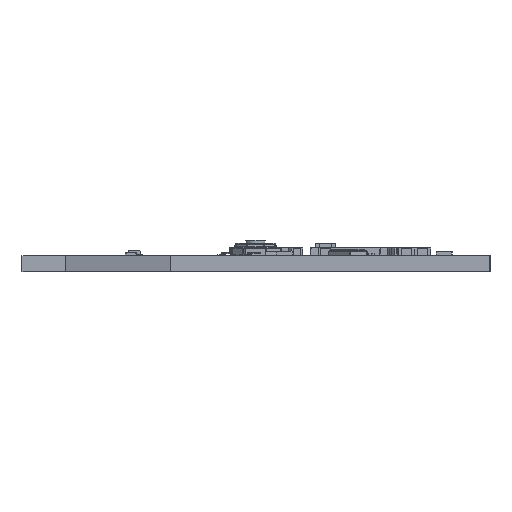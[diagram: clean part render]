
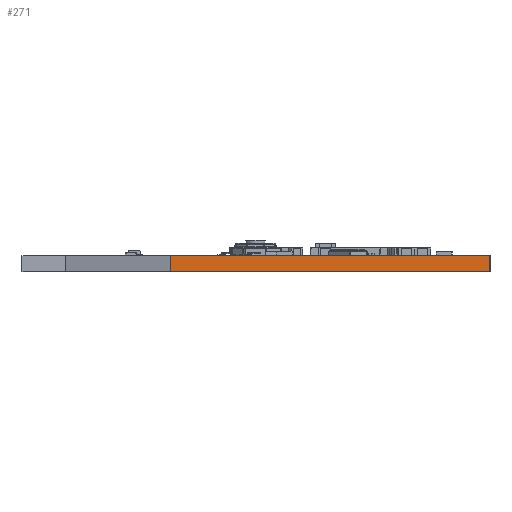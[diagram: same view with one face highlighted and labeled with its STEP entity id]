
A CAD part, left-side view. The second image highlights one B-rep face of the part: STEP entity #271.
In plain terms, the highlighted planar face has unit normal (-1, 0, 0).
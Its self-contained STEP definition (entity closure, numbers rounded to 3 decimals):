
#215 = VERTEX_POINT('',#216);
#216 = CARTESIAN_POINT('',(72.3,-95.,-1.6));
#222 = EDGE_CURVE('',#223,#215,#225,.T.);
#223 = VERTEX_POINT('',#224);
#224 = CARTESIAN_POINT('',(72.3,-95.,0.));
#225 = LINE('',#226,#227);
#226 = CARTESIAN_POINT('',(72.3,-95.,0.));
#227 = VECTOR('',#228,1.);
#228 = DIRECTION('',(0.,0.,-1.));
#271 = ADVANCED_FACE('',(#272),#297,.F.);
#272 = FACE_BOUND('',#273,.F.);
#273 = EDGE_LOOP('',(#274,#284,#290,#291));
#274 = ORIENTED_EDGE('',*,*,#275,.T.);
#275 = EDGE_CURVE('',#276,#278,#280,.T.);
#276 = VERTEX_POINT('',#277);
#277 = CARTESIAN_POINT('',(72.3,-126.9,0.));
#278 = VERTEX_POINT('',#279);
#279 = CARTESIAN_POINT('',(72.3,-126.9,-1.6));
#280 = LINE('',#281,#282);
#281 = CARTESIAN_POINT('',(72.3,-126.9,0.));
#282 = VECTOR('',#283,1.);
#283 = DIRECTION('',(0.,0.,-1.));
#284 = ORIENTED_EDGE('',*,*,#285,.T.);
#285 = EDGE_CURVE('',#278,#215,#286,.T.);
#286 = LINE('',#287,#288);
#287 = CARTESIAN_POINT('',(72.3,-126.9,-1.6));
#288 = VECTOR('',#289,1.);
#289 = DIRECTION('',(0.,1.,0.));
#290 = ORIENTED_EDGE('',*,*,#222,.F.);
#291 = ORIENTED_EDGE('',*,*,#292,.F.);
#292 = EDGE_CURVE('',#276,#223,#293,.T.);
#293 = LINE('',#294,#295);
#294 = CARTESIAN_POINT('',(72.3,-126.9,0.));
#295 = VECTOR('',#296,1.);
#296 = DIRECTION('',(0.,1.,0.));
#297 = PLANE('',#298);
#298 = AXIS2_PLACEMENT_3D('',#299,#300,#301);
#299 = CARTESIAN_POINT('',(72.3,-126.9,0.));
#300 = DIRECTION('',(1.,-0.,0.));
#301 = DIRECTION('',(0.,1.,0.));
